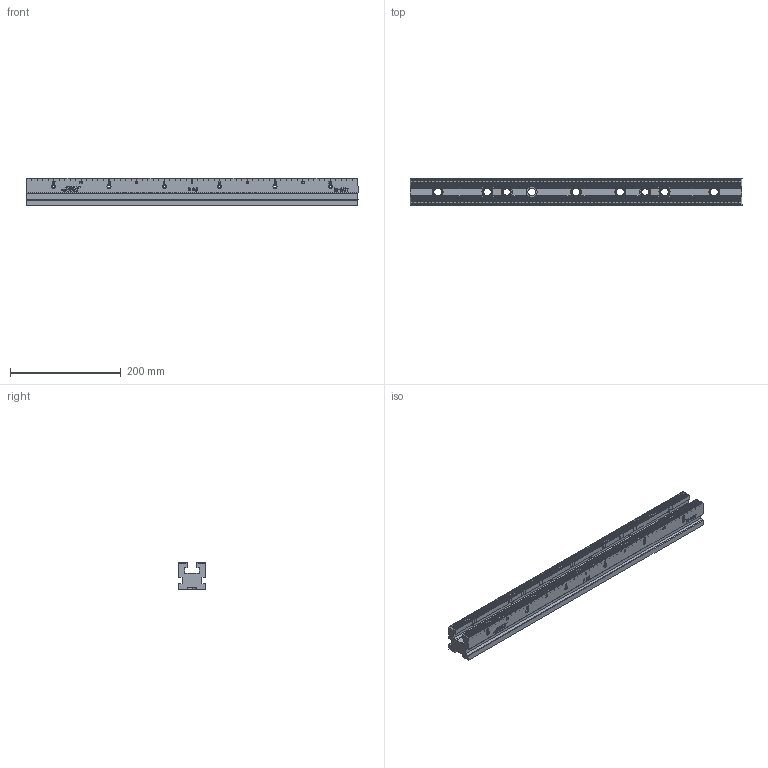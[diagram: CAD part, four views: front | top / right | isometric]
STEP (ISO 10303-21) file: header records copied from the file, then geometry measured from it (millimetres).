
FILE_DESCRIPTION (( 'STEP AP203' ), '1' );
FILE_NAME ('05-0417.STEP', '2024-10-04T21:54:41', ( '' ), ( '' ), 'SwSTEP 2.0', 'SolidWorks 2022', '' );
FILE_SCHEMA (( 'CONFIG_CONTROL_DESIGN' ));
Length unit declared in the file: inch
Products named in the file (5): PHA-CE-5060 (P2.5)¥»0; 05-0417; PE-161213 ®M; PE-161213 ®M_2
Assembly tree (4 placements, depth 3):
  05-0417
    PE-161213 ®M
      PE-161213 ®M_2
      PE-161213 ®M
    PHA-CE-5060 (P2.5)¥»0
Bounding box: 600 x 50 x 50 mm (x, y, z)
Volume: 1047111.5 mm3; surface area: 192345.7 mm2
Topology: 3 solids, 3 shells, 3093 faces, 9028 edges, 5991 vertices
Faces by surface type: plane 2109, cylinder 710, bspline 194, cone 80
Entity records: 102161 total; most frequent: CARTESIAN_POINT 23717, ORIENTED_EDGE 18056, DIRECTION 13902, EDGE_CURVE 9028, VECTOR 6926, LINE 6926, VERTEX_POINT 5991, AXIS2_PLACEMENT_3D 3488
